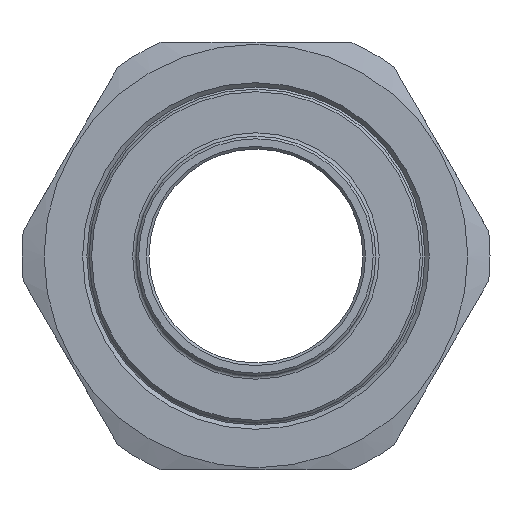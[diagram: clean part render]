
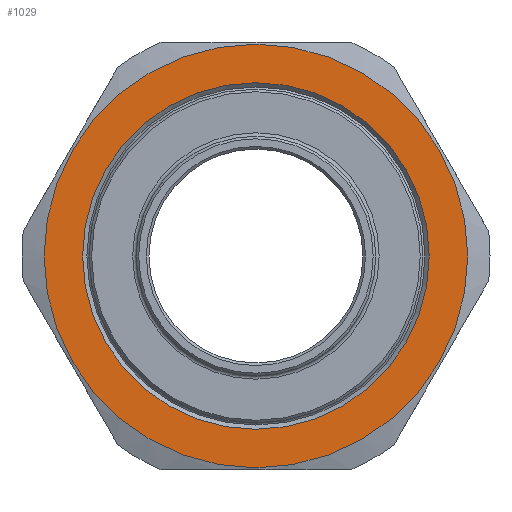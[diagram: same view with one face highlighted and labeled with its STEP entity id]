
A CAD part, left-side view. The second image highlights one B-rep face of the part: STEP entity #1029.
In plain terms, the highlighted planar face has unit normal (-1, 0, 0).
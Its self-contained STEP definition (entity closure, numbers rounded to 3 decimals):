
#45=FACE_BOUND('',#195,.T.);
#96=PLANE('',#1186);
#129=FACE_OUTER_BOUND('',#194,.T.);
#194=EDGE_LOOP('',(#776));
#195=EDGE_LOOP('',(#777));
#365=CIRCLE('',#1176,24.75);
#366=CIRCLE('',#1181,20.25);
#466=VERTEX_POINT('',#1784);
#467=VERTEX_POINT('',#1794);
#580=EDGE_CURVE('',#466,#466,#365,.T.);
#582=EDGE_CURVE('',#467,#467,#366,.T.);
#776=ORIENTED_EDGE('',*,*,#580,.T.);
#777=ORIENTED_EDGE('',*,*,#582,.F.);
#1029=ADVANCED_FACE('',(#129,#45),#96,.F.);
#1176=AXIS2_PLACEMENT_3D('',#1786,#1379,#1380);
#1181=AXIS2_PLACEMENT_3D('',#1795,#1389,#1390);
#1186=AXIS2_PLACEMENT_3D('',#1805,#1401,#1402);
#1379=DIRECTION('center_axis',(-1.,0.,0.));
#1380=DIRECTION('ref_axis',(0.,1.,0.));
#1389=DIRECTION('center_axis',(-1.,0.,0.));
#1390=DIRECTION('ref_axis',(0.,-1.,0.));
#1401=DIRECTION('center_axis',(1.,0.,0.));
#1402=DIRECTION('ref_axis',(0.,0.,-1.));
#1784=CARTESIAN_POINT('',(-18.5,-24.75,0.));
#1786=CARTESIAN_POINT('Origin',(-18.5,0.,0.));
#1794=CARTESIAN_POINT('',(-18.5,20.25,0.));
#1795=CARTESIAN_POINT('Origin',(-18.5,0.,0.));
#1805=CARTESIAN_POINT('Origin',(-18.5,0.,0.));
